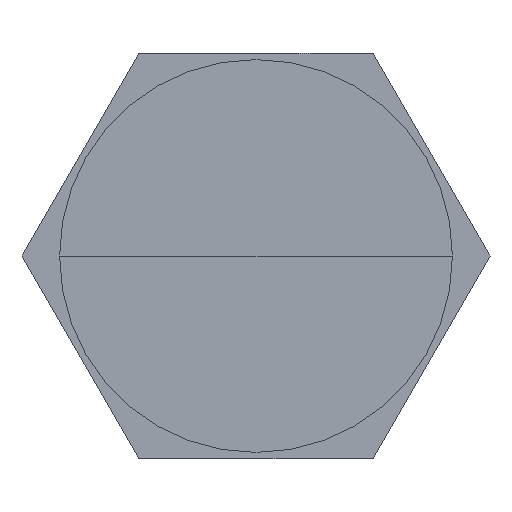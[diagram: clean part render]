
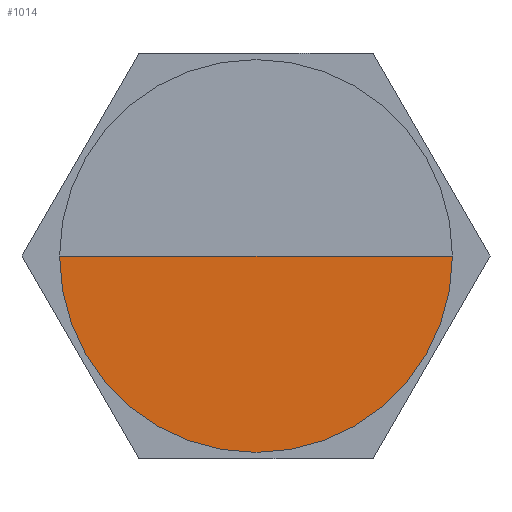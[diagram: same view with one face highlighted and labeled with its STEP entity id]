
A CAD part, left-side view. The second image highlights one B-rep face of the part: STEP entity #1014.
In plain terms, the highlighted planar face has unit normal (-1, 0, 0).
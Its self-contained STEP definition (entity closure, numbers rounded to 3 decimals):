
#76=CIRCLE('',#1104,31.5);
#182=FACE_OUTER_BOUND('',#248,.T.);
#248=EDGE_LOOP('',(#766,#767));
#334=LINE('',#1678,#417);
#417=VECTOR('',#1334,304.8);
#486=VERTEX_POINT('',#1676);
#487=VERTEX_POINT('',#1677);
#580=EDGE_CURVE('',#486,#487,#334,.T.);
#581=EDGE_CURVE('',#487,#486,#76,.T.);
#766=ORIENTED_EDGE('',*,*,#580,.T.);
#767=ORIENTED_EDGE('',*,*,#581,.T.);
#900=PLANE('',#1103);
#1014=ADVANCED_FACE('',(#182),#900,.T.);
#1103=AXIS2_PLACEMENT_3D('',#1675,#1332,#1333);
#1104=AXIS2_PLACEMENT_3D('',#1679,#1335,#1336);
#1332=DIRECTION('center_axis',(-1.,0.,0.));
#1333=DIRECTION('ref_axis',(0.,1.,0.));
#1334=DIRECTION('',(0.,1.,0.));
#1335=DIRECTION('center_axis',(-1.,0.,0.));
#1336=DIRECTION('ref_axis',(0.,1.,0.));
#1675=CARTESIAN_POINT('Origin',(0.,0.,0.));
#1676=CARTESIAN_POINT('',(0.,-31.5,0.));
#1677=CARTESIAN_POINT('',(0.,31.5,0.));
#1678=CARTESIAN_POINT('',(0.,0.,0.));
#1679=CARTESIAN_POINT('Origin',(0.,0.,0.));
